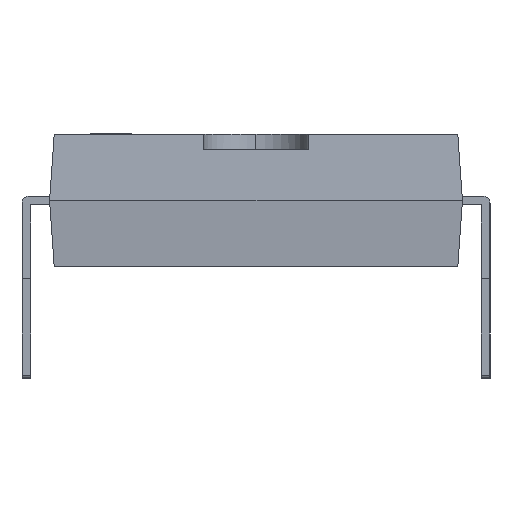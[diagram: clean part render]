
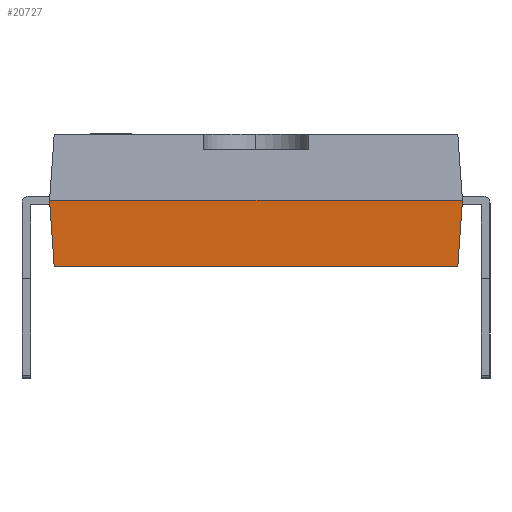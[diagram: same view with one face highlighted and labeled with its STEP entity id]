
A CAD part, left-side view. The second image highlights one B-rep face of the part: STEP entity #20727.
In plain terms, the highlighted planar face has unit normal (-0.998, 0, -0.07).
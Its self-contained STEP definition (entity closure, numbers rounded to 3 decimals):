
#219 = DIRECTION ( 'NONE',  ( -0.998, 0., -0.07 ) ) ;
#413 = LINE ( 'NONE', #39474, #2197 ) ;
#1825 = AXIS2_PLACEMENT_3D ( 'NONE', #4040, #219, #13832 ) ;
#2197 = VECTOR ( 'NONE', #10174, 1000. ) ;
#2629 = CARTESIAN_POINT ( 'NONE',  ( -26.15, -6.85, 0. ) ) ;
#3406 = PLANE ( 'NONE',  #1825 ) ;
#4040 = CARTESIAN_POINT ( 'NONE',  ( -26.15, 6.85, 0. ) ) ;
#4304 = CARTESIAN_POINT ( 'NONE',  ( -25.996, 0., -2.2 ) ) ;
#4729 = EDGE_CURVE ( 'NONE', #26843, #38261, #38812, .T. ) ;
#5117 = ORIENTED_EDGE ( 'NONE', *, *, #16095, .T. ) ;
#5882 = VECTOR ( 'NONE', #22964, 1000. ) ;
#9473 = DIRECTION ( 'NONE',  ( 0., -1., 0. ) ) ;
#9498 = ORIENTED_EDGE ( 'NONE', *, *, #22240, .T. ) ;
#10174 = DIRECTION ( 'NONE',  ( -0.07, -0.07, 0.995 ) ) ;
#11794 = VERTEX_POINT ( 'NONE', #24089 ) ;
#12172 = VERTEX_POINT ( 'NONE', #2629 ) ;
#13317 = LINE ( 'NONE', #26363, #5882 ) ;
#13832 = DIRECTION ( 'NONE',  ( -0.07, 0., 0.998 ) ) ;
#14615 = EDGE_LOOP ( 'NONE', ( #32133, #31797, #5117, #9498 ) ) ;
#16095 = EDGE_CURVE ( 'NONE', #26843, #11794, #16322, .T. ) ;
#16322 = LINE ( 'NONE', #4304, #28780 ) ;
#16426 = FACE_OUTER_BOUND ( 'NONE', #14615, .T. ) ;
#16605 = CARTESIAN_POINT ( 'NONE',  ( -26.15, 6.85, 0. ) ) ;
#17638 = EDGE_CURVE ( 'NONE', #38261, #12172, #13317, .T. ) ;
#20727 = ADVANCED_FACE ( 'NONE', ( #16426 ), #3406, .T. ) ;
#22240 = EDGE_CURVE ( 'NONE', #11794, #12172, #413, .T. ) ;
#22964 = DIRECTION ( 'NONE',  ( 0., -1., 0. ) ) ;
#23650 = CARTESIAN_POINT ( 'NONE',  ( -25.996, 6.696, -2.2 ) ) ;
#24089 = CARTESIAN_POINT ( 'NONE',  ( -25.996, -6.696, -2.2 ) ) ;
#26363 = CARTESIAN_POINT ( 'NONE',  ( -26.15, 6.85, 0. ) ) ;
#26843 = VERTEX_POINT ( 'NONE', #23650 ) ;
#28258 = CARTESIAN_POINT ( 'NONE',  ( -26.15, 6.85, 0. ) ) ;
#28780 = VECTOR ( 'NONE', #9473, 1000. ) ;
#31797 = ORIENTED_EDGE ( 'NONE', *, *, #4729, .F. ) ;
#32133 = ORIENTED_EDGE ( 'NONE', *, *, #17638, .F. ) ;
#36267 = DIRECTION ( 'NONE',  ( -0.07, 0.07, 0.995 ) ) ;
#38261 = VERTEX_POINT ( 'NONE', #28258 ) ;
#38812 = LINE ( 'NONE', #16605, #40690 ) ;
#39474 = CARTESIAN_POINT ( 'NONE',  ( -26.084, -6.784, -0.949 ) ) ;
#40690 = VECTOR ( 'NONE', #36267, 1000. ) ;
